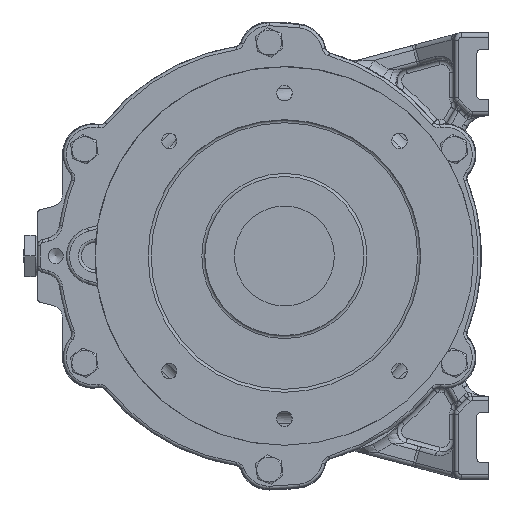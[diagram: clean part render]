
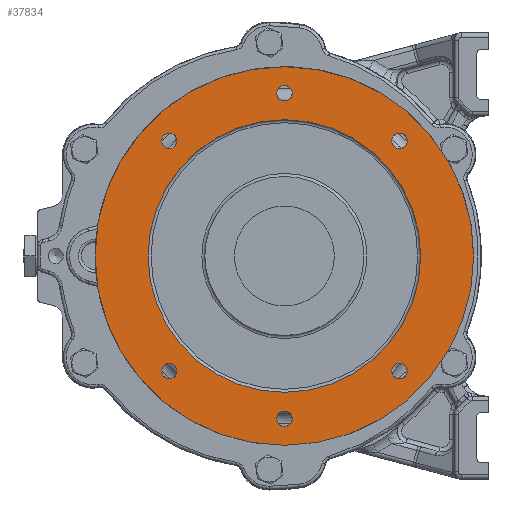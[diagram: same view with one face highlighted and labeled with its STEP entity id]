
A CAD part, left-side view. The second image highlights one B-rep face of the part: STEP entity #37834.
In plain terms, the highlighted planar face has unit normal (-1, 0, 0).
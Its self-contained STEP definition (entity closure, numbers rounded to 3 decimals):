
#810 = DIRECTION ( 'NONE',  ( 0., -1., 0. ) ) ;
#855 = CARTESIAN_POINT ( 'NONE',  ( -122., -10., -107.5 ) ) ;
#1264 = CARTESIAN_POINT ( 'NONE',  ( -122., -10., 0. ) ) ;
#1562 = VERTEX_POINT ( 'NONE', #42258 ) ;
#2056 = DIRECTION ( 'NONE',  ( 0., -1., 0. ) ) ;
#2385 = CARTESIAN_POINT ( 'NONE',  ( -122., -91.114, 76.014 ) ) ;
#4412 = EDGE_LOOP ( 'NONE', ( #9091 ) ) ;
#4874 = EDGE_LOOP ( 'NONE', ( #14733 ) ) ;
#5301 = ORIENTED_EDGE ( 'NONE', *, *, #34825, .T. ) ;
#5822 = EDGE_CURVE ( 'NONE', #1562, #1562, #30018, .T. ) ;
#5948 = EDGE_LOOP ( 'NONE', ( #14175 ) ) ;
#6594 = EDGE_LOOP ( 'NONE', ( #43792 ) ) ;
#7206 = CIRCLE ( 'NONE', #23553, 5.1 ) ;
#8638 = AXIS2_PLACEMENT_3D ( 'NONE', #12141, #42153, #31704 ) ;
#8903 = VERTEX_POINT ( 'NONE', #22464 ) ;
#8913 = CARTESIAN_POINT ( 'NONE',  ( -122., 66.014, -76.014 ) ) ;
#9091 = ORIENTED_EDGE ( 'NONE', *, *, #30863, .T. ) ;
#10175 = DIRECTION ( 'NONE',  ( -1., 0., 0. ) ) ;
#10872 = CIRCLE ( 'NONE', #35020, 5.1 ) ;
#11025 = CARTESIAN_POINT ( 'NONE',  ( -122., -100., 0. ) ) ;
#11234 = VERTEX_POINT ( 'NONE', #11025 ) ;
#11831 = DIRECTION ( 'NONE',  ( 1., 0., 0. ) ) ;
#12141 = CARTESIAN_POINT ( 'NONE',  ( -122., -86.014, 76.014 ) ) ;
#12263 = CARTESIAN_POINT ( 'NONE',  ( -122., 66.014, 76.014 ) ) ;
#12422 = CARTESIAN_POINT ( 'NONE',  ( -122., -15.1, -107.5 ) ) ;
#12516 = EDGE_CURVE ( 'NONE', #8903, #8903, #7206, .T. ) ;
#12908 = CARTESIAN_POINT ( 'NONE',  ( -122., 60.914, -76.014 ) ) ;
#13168 = CARTESIAN_POINT ( 'NONE',  ( -122., -10., 0. ) ) ;
#14175 = ORIENTED_EDGE ( 'NONE', *, *, #32708, .T. ) ;
#14440 = DIRECTION ( 'NONE',  ( 1., 0., 0. ) ) ;
#14733 = ORIENTED_EDGE ( 'NONE', *, *, #37511, .T. ) ;
#14847 = DIRECTION ( 'NONE',  ( 0., -1., 0. ) ) ;
#15199 = AXIS2_PLACEMENT_3D ( 'NONE', #855, #14440, #41559 ) ;
#15708 = EDGE_CURVE ( 'NONE', #26465, #26465, #24948, .T. ) ;
#15735 = VERTEX_POINT ( 'NONE', #12422 ) ;
#16058 = DIRECTION ( 'NONE',  ( 1., 0., 0. ) ) ;
#16389 = CARTESIAN_POINT ( 'NONE',  ( -122., 60.914, 76.014 ) ) ;
#17707 = FACE_BOUND ( 'NONE', #21353, .T. ) ;
#17827 = DIRECTION ( 'NONE',  ( 0., -1., 0. ) ) ;
#18784 = AXIS2_PLACEMENT_3D ( 'NONE', #41066, #10175, #810 ) ;
#19142 = EDGE_LOOP ( 'NONE', ( #23022 ) ) ;
#19526 = VERTEX_POINT ( 'NONE', #2385 ) ;
#20625 = FACE_OUTER_BOUND ( 'NONE', #29792, .T. ) ;
#20849 = FACE_BOUND ( 'NONE', #4874, .T. ) ;
#21353 = EDGE_LOOP ( 'NONE', ( #5301 ) ) ;
#22033 = AXIS2_PLACEMENT_3D ( 'NONE', #12263, #11831, #25814 ) ;
#22464 = CARTESIAN_POINT ( 'NONE',  ( -122., -91.114, -76.014 ) ) ;
#22473 = DIRECTION ( 'NONE',  ( 1., 0., 0. ) ) ;
#23022 = ORIENTED_EDGE ( 'NONE', *, *, #15708, .T. ) ;
#23379 = DIRECTION ( 'NONE',  ( 0., -1., 0. ) ) ;
#23553 = AXIS2_PLACEMENT_3D ( 'NONE', #42530, #28556, #2056 ) ;
#24948 = CIRCLE ( 'NONE', #36284, 5.1 ) ;
#25814 = DIRECTION ( 'NONE',  ( 0., -1., 0. ) ) ;
#26465 = VERTEX_POINT ( 'NONE', #12908 ) ;
#27711 = AXIS2_PLACEMENT_3D ( 'NONE', #13168, #16058, #23379 ) ;
#27728 = FACE_BOUND ( 'NONE', #6594, .T. ) ;
#27785 = ORIENTED_EDGE ( 'NONE', *, *, #5822, .T. ) ;
#27950 = FACE_BOUND ( 'NONE', #19142, .T. ) ;
#28035 = ORIENTED_EDGE ( 'NONE', *, *, #42441, .T. ) ;
#28556 = DIRECTION ( 'NONE',  ( 1., 0., 0. ) ) ;
#29278 = DIRECTION ( 'NONE',  ( -1., 0., 0. ) ) ;
#29318 = AXIS2_PLACEMENT_3D ( 'NONE', #1264, #29278, #14847 ) ;
#29792 = EDGE_LOOP ( 'NONE', ( #27785 ) ) ;
#30018 = CIRCLE ( 'NONE', #29318, 125. ) ;
#30863 = EDGE_CURVE ( 'NONE', #36414, #36414, #41941, .T. ) ;
#31044 = FACE_BOUND ( 'NONE', #4412, .T. ) ;
#31268 = PLANE ( 'NONE',  #18784 ) ;
#31704 = DIRECTION ( 'NONE',  ( 0., -1., 0. ) ) ;
#32689 = DIRECTION ( 'NONE',  ( 0., -1., 0. ) ) ;
#32708 = EDGE_CURVE ( 'NONE', #19526, #19526, #39902, .T. ) ;
#32856 = CARTESIAN_POINT ( 'NONE',  ( -122., -15.1, 107.5 ) ) ;
#32940 = CIRCLE ( 'NONE', #15199, 5.1 ) ;
#33283 = VERTEX_POINT ( 'NONE', #32856 ) ;
#34171 = FACE_BOUND ( 'NONE', #43279, .T. ) ;
#34819 = CIRCLE ( 'NONE', #27711, 90. ) ;
#34825 = EDGE_CURVE ( 'NONE', #33283, #33283, #10872, .T. ) ;
#34957 = DIRECTION ( 'NONE',  ( 1., 0., 0. ) ) ;
#35020 = AXIS2_PLACEMENT_3D ( 'NONE', #35386, #34957, #17827 ) ;
#35386 = CARTESIAN_POINT ( 'NONE',  ( -122., -10., 107.5 ) ) ;
#36284 = AXIS2_PLACEMENT_3D ( 'NONE', #8913, #22473, #32689 ) ;
#36414 = VERTEX_POINT ( 'NONE', #16389 ) ;
#37490 = FACE_BOUND ( 'NONE', #5948, .T. ) ;
#37511 = EDGE_CURVE ( 'NONE', #15735, #15735, #32940, .T. ) ;
#37834 = ADVANCED_FACE ( 'NONE', ( #20849, #17707, #27728, #37490, #31044, #27950, #34171, #20625 ), #31268, .T. ) ;
#39902 = CIRCLE ( 'NONE', #8638, 5.1 ) ;
#41066 = CARTESIAN_POINT ( 'NONE',  ( -122., -135., 0. ) ) ;
#41559 = DIRECTION ( 'NONE',  ( 0., -1., 0. ) ) ;
#41941 = CIRCLE ( 'NONE', #22033, 5.1 ) ;
#42153 = DIRECTION ( 'NONE',  ( 1., 0., 0. ) ) ;
#42258 = CARTESIAN_POINT ( 'NONE',  ( -122., -135., 0. ) ) ;
#42441 = EDGE_CURVE ( 'NONE', #11234, #11234, #34819, .T. ) ;
#42530 = CARTESIAN_POINT ( 'NONE',  ( -122., -86.014, -76.014 ) ) ;
#43279 = EDGE_LOOP ( 'NONE', ( #28035 ) ) ;
#43792 = ORIENTED_EDGE ( 'NONE', *, *, #12516, .T. ) ;
